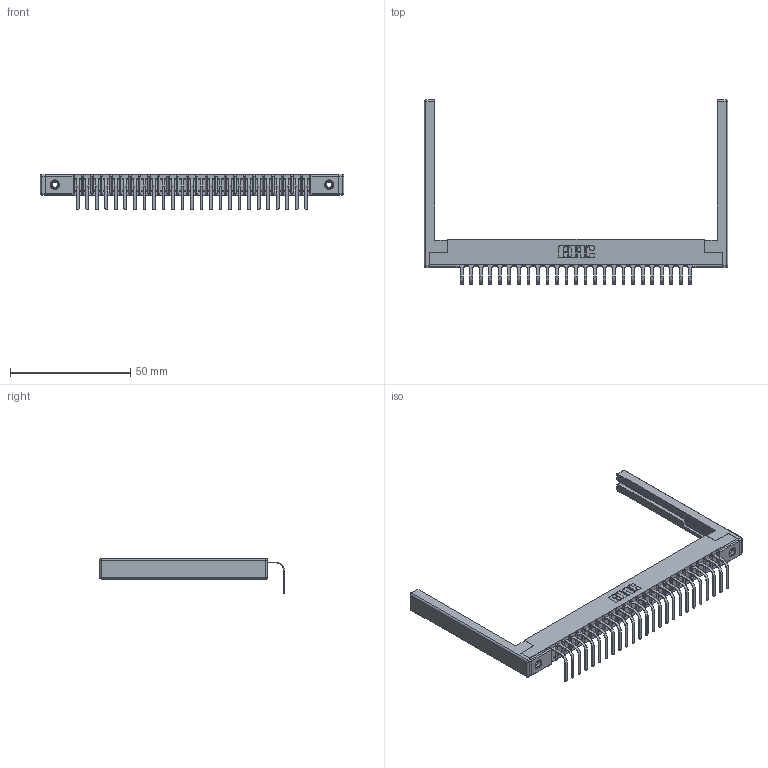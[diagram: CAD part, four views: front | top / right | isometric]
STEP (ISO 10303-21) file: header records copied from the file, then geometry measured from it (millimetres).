
FILE_DESCRIPTION (( 'STEP AP203' ), '1' );
FILE_NAME ('357-025-458-168.STEP', '2022-07-18T21:49:02', ( '' ), ( '' ), 'SwSTEP 2.0', 'SolidWorks 2020', '' );
FILE_SCHEMA (( 'CONFIG_CONTROL_DESIGN' ));
Length unit declared in the file: inch
Products named in the file (5): 357-025-458-168; 307-220-068; 345-250-001_345-250-001-102; 307 Part_.156 Dia Mounting Holes; 307-290-001_558 - 2 (Single)
Assembly tree (30 placements, depth 2):
  357-025-458-168
    307 Part_.156 Dia Mounting Holes
    307-290-001_558 - 2 (Single)  x25
    307-220-068  x2
    345-250-001_345-250-001-102  x2
Bounding box: 126.49 x 76.75 x 14.81 mm (x, y, z)
Volume: 12653.2 mm3; surface area: 17390.9 mm2
Topology: 30 solids, 30 shells, 1798 faces, 5063 edges, 3250 vertices
Faces by surface type: plane 1133, cylinder 589, sphere 60, cone 12, torus 4
Entity records: 26391 total; most frequent: CARTESIAN_POINT 4405, ORIENTED_EDGE 4380, DIRECTION 4312, EDGE_CURVE 2190, LINE 1670, VECTOR 1670, VERTEX_POINT 1414, AXIS2_PLACEMENT_3D 1321
